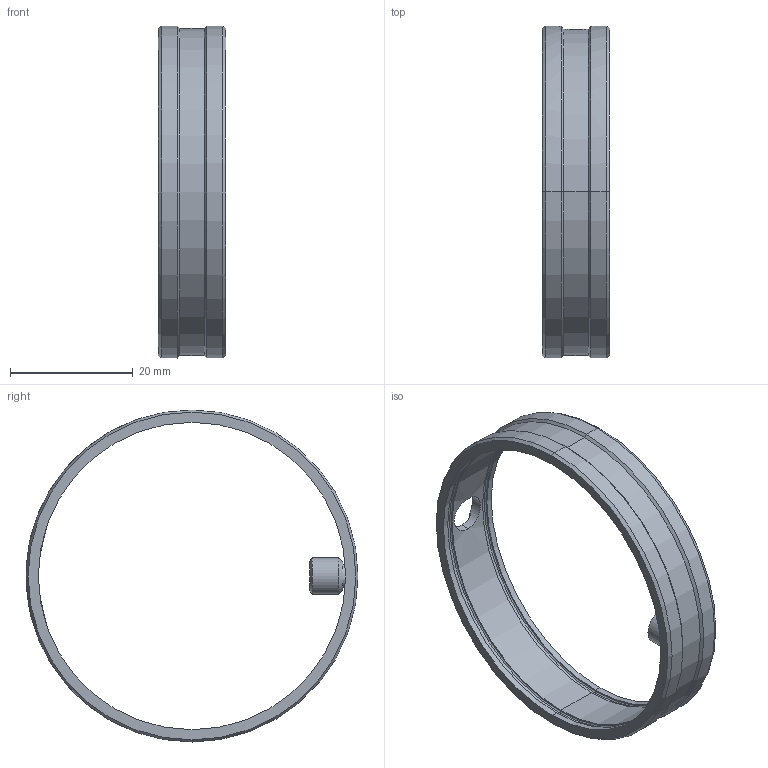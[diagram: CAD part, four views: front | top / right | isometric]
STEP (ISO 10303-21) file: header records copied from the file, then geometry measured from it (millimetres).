
FILE_DESCRIPTION(('HOOPS Exchange Step'),'2;1');
FILE_NAME('export-EDCC87B5-E661-472C-B64E-44C1922F8433.stp','2023-12-28T14:27:54+01:00',('Engineering'),('Alibre'),'HOOPS Exchange 2021.0','Alibre','Unknown authorisation');
FILE_SCHEMA( ('AP242_MANAGED_MODEL_BASED_3D_ENGINEERING_MIM_LF {1 0 10303 442 1 1 4 }') );
Length unit declared in the file: millimetre
Products named in the file (3): 5046-1 HSK50-C Guhring 4953 Brass Locking Ring; 5046-2 HSK50-C Guhring 4953 Brass Locking Ring; 5046 HSK50-C Guhring 4953 Brass Locking Ring
Assembly tree (2 placements, depth 2):
  5046 HSK50-C Guhring 4953 Brass Locking Ring
    5046-1 HSK50-C Guhring 4953 Brass Locking Ring
    5046-2 HSK50-C Guhring 4953 Brass Locking Ring
Bounding box: 11 x 54 x 54 mm (x, y, z)
Volume: 3208.9 mm3; surface area: 4621.9 mm2
Topology: 2 solids, 2 shells, 78 faces, 182 edges, 110 vertices
Faces by surface type: cylinder 25, cone 18, plane 15, torus 8, bspline 8, sphere 4
Entity records: 2913 total; most frequent: CARTESIAN_POINT 1078, DIRECTION 368, ORIENTED_EDGE 356, EDGE_CURVE 178, AXIS2_PLACEMENT_3D 158, VERTEX_POINT 110, EDGE_LOOP 88, FACE_BOUND 88
